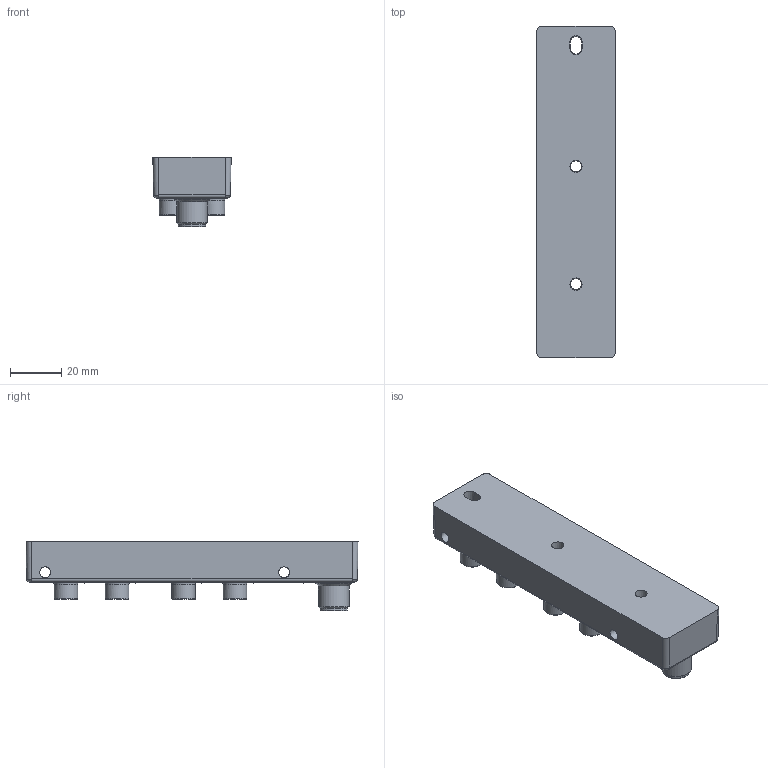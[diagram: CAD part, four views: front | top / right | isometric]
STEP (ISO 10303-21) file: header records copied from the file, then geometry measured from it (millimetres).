
FILE_DESCRIPTION(/* description */ (''),/* implementation_level */ '2;1');
FILE_NAME(/* name */ '5023242_8IOM8-3P2T.stp',/* time_stamp */ '2015-10-08T11:13:15+02:00',/* author */ (''),/* organization */ (''),/* preprocessor_version */ 'ST-DEVELOPER v14',/* originating_system */ 'SIEMENS PLM Software NX 8.0',/* authorisation */ '');
FILE_SCHEMA (('AP203_CONFIGURATION_CONTROLLED_3D_DESIGN_OF_MECHANICAL_PARTS_AND_ASSEMBLIES_MIM_LF { 1 0 10303 403 2 1 2}'));
Length unit declared in the file: millimetre
Products named in the file (1): 5023242_8IOM8-3P2T_stp
Bounding box: 30.56 x 129.66 x 27.3 mm (x, y, z)
Volume: 62387.6 mm3; surface area: 19857.8 mm2
Topology: 1 solids, 1 shells, 836 faces, 2016 edges, 1227 vertices
Faces by surface type: cylinder 370, plane 227, bspline 110, sphere 57, cone 42, torus 30
Full cylindrical faces by diameter (mm): 0.6 x12, 1.1 x24, 1.6 x24, 4.3 x4, 4.746 x1, 5.65 x8, 7.225 x32, 8.5 x1, 9.2 x8, 10.65 x1, 12 x1, 14 x1
Entity records: 31970 total; most frequent: CARTESIAN_POINT 15490, DIRECTION 3496, ORIENTED_EDGE 3098, EDGE_CURVE 1549, AXIS2_PLACEMENT_3D 1434, EDGE_LOOP 1069, VERTEX_POINT 1014, ADVANCED_FACE 796
